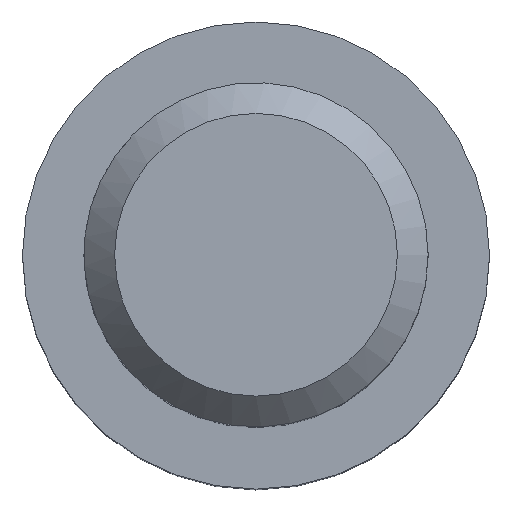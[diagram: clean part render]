
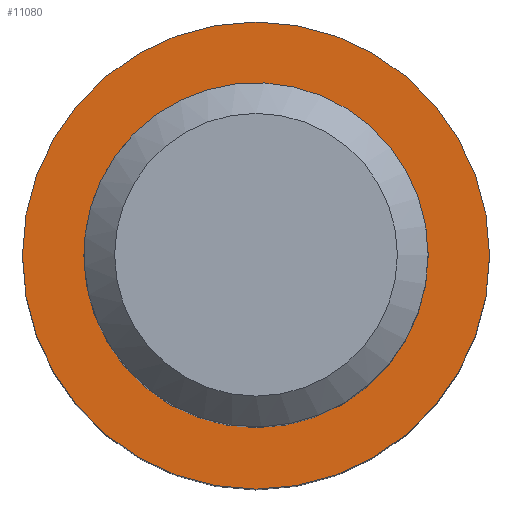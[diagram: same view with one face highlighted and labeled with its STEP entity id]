
A CAD part, top view. The second image highlights one B-rep face of the part: STEP entity #11080.
In plain terms, the highlighted planar face has unit normal (0, 0, 1).
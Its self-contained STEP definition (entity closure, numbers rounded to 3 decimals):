
#295 = CARTESIAN_POINT ( 'NONE',  ( 0., 0., 8. ) ) ;
#355 = CIRCLE ( 'NONE', #7795, 3.8 ) ;
#687 = CIRCLE ( 'NONE', #5477, 2.8 ) ;
#2527 = EDGE_LOOP ( 'NONE', ( #10025 ) ) ;
#3214 = FACE_BOUND ( 'NONE', #11573, .T. ) ;
#3754 = ORIENTED_EDGE ( 'NONE', *, *, #12406, .F. ) ;
#4005 = VERTEX_POINT ( 'NONE', #7033 ) ;
#4205 = DIRECTION ( 'NONE',  ( 0., 0., 1. ) ) ;
#4701 = AXIS2_PLACEMENT_3D ( 'NONE', #7775, #5899, #11997 ) ;
#5477 = AXIS2_PLACEMENT_3D ( 'NONE', #295, #4205, #11238 ) ;
#5899 = DIRECTION ( 'NONE',  ( 0., 0., 1. ) ) ;
#7033 = CARTESIAN_POINT ( 'NONE',  ( 2.8, 0., 8. ) ) ;
#7070 = CARTESIAN_POINT ( 'NONE',  ( 3.8, 0., 8. ) ) ;
#7646 = DIRECTION ( 'NONE',  ( 0., 0., 1. ) ) ;
#7775 = CARTESIAN_POINT ( 'NONE',  ( 0., 0., 8. ) ) ;
#7795 = AXIS2_PLACEMENT_3D ( 'NONE', #9764, #7646, #10689 ) ;
#7820 = PLANE ( 'NONE',  #4701 ) ;
#9764 = CARTESIAN_POINT ( 'NONE',  ( 0., 0., 8. ) ) ;
#10025 = ORIENTED_EDGE ( 'NONE', *, *, #10633, .T. ) ;
#10601 = FACE_OUTER_BOUND ( 'NONE', #2527, .T. ) ;
#10633 = EDGE_CURVE ( 'NONE', #12360, #12360, #355, .T. ) ;
#10689 = DIRECTION ( 'NONE',  ( 1., 0., 0. ) ) ;
#11080 = ADVANCED_FACE ( 'NONE', ( #10601, #3214 ), #7820, .T. ) ;
#11238 = DIRECTION ( 'NONE',  ( 1., 0., 0. ) ) ;
#11573 = EDGE_LOOP ( 'NONE', ( #3754 ) ) ;
#11997 = DIRECTION ( 'NONE',  ( 1., 0., 0. ) ) ;
#12360 = VERTEX_POINT ( 'NONE', #7070 ) ;
#12406 = EDGE_CURVE ( 'NONE', #4005, #4005, #687, .T. ) ;
